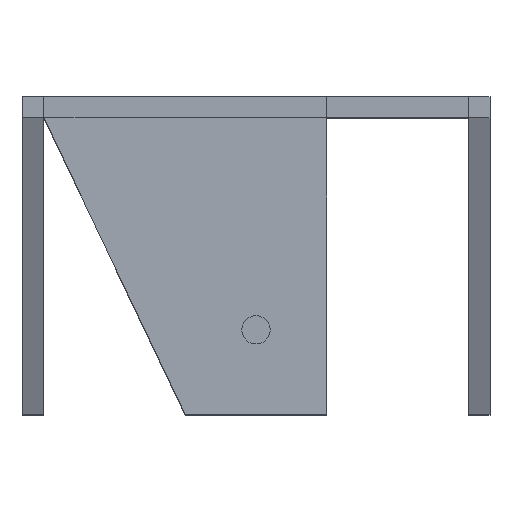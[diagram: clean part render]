
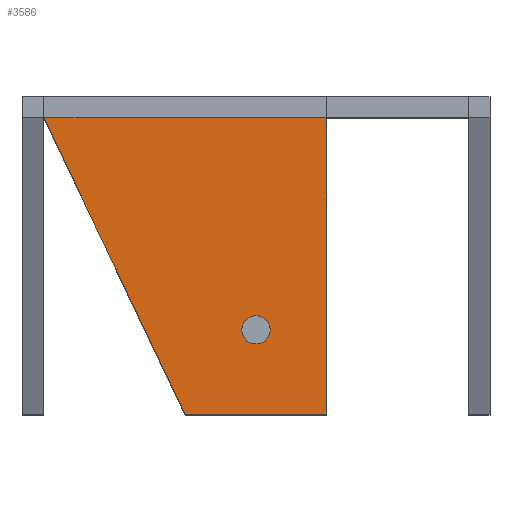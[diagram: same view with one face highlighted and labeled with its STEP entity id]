
A CAD part, top view. The second image highlights one B-rep face of the part: STEP entity #3586.
In plain terms, the highlighted face is planar.
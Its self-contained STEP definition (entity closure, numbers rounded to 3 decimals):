
#2164 = PLANE('',#2165);
#2165 = AXIS2_PLACEMENT_3D('',#2166,#2167,#2168);
#2166 = CARTESIAN_POINT('',(500.,-64.63,-10.));
#2167 = DIRECTION('',(0.,0.,-1.));
#2168 = DIRECTION('',(0.,1.,0.));
#2496 = VERTEX_POINT('',#2497);
#2497 = CARTESIAN_POINT('',(31.6,-3.,-10.));
#2511 = PLANE('',#2512);
#2512 = AXIS2_PLACEMENT_3D('',#2513,#2514,#2515);
#2513 = CARTESIAN_POINT('',(31.6,0.,30.));
#2514 = DIRECTION('',(1.,0.,0.));
#2515 = DIRECTION('',(0.,0.,-1.));
#2523 = EDGE_CURVE('',#2496,#2524,#2526,.T.);
#2524 = VERTEX_POINT('',#2525);
#2525 = CARTESIAN_POINT('',(31.6,-45.,-10.));
#2526 = SURFACE_CURVE('',#2527,(#2531,#2538),.PCURVE_S1.);
#2527 = LINE('',#2528,#2529);
#2528 = CARTESIAN_POINT('',(31.6,-32.315,-10.));
#2529 = VECTOR('',#2530,1.);
#2530 = DIRECTION('',(0.,-1.,0.));
#2531 = PCURVE('',#2164,#2532);
#2532 = DEFINITIONAL_REPRESENTATION('',(#2533),#2537);
#2533 = LINE('',#2534,#2535);
#2534 = CARTESIAN_POINT('',(32.315,-468.4));
#2535 = VECTOR('',#2536,1.);
#2536 = DIRECTION('',(-1.,0.));
#2537 = ( GEOMETRIC_REPRESENTATION_CONTEXT(2) 
PARAMETRIC_REPRESENTATION_CONTEXT() REPRESENTATION_CONTEXT('2D SPACE',''
  ) );
#2538 = PCURVE('',#2539,#2544);
#2539 = PLANE('',#2540);
#2540 = AXIS2_PLACEMENT_3D('',#2541,#2542,#2543);
#2541 = CARTESIAN_POINT('',(31.6,0.,-30.));
#2542 = DIRECTION('',(1.,0.,0.));
#2543 = DIRECTION('',(0.,0.,-1.));
#2544 = DEFINITIONAL_REPRESENTATION('',(#2545),#2549);
#2545 = LINE('',#2546,#2547);
#2546 = CARTESIAN_POINT('',(-20.,-32.315));
#2547 = VECTOR('',#2548,1.);
#2548 = DIRECTION('',(0.,-1.));
#2549 = ( GEOMETRIC_REPRESENTATION_CONTEXT(2) 
PARAMETRIC_REPRESENTATION_CONTEXT() REPRESENTATION_CONTEXT('2D SPACE',''
  ) );
#2567 = PLANE('',#2568);
#2568 = AXIS2_PLACEMENT_3D('',#2569,#2570,#2571);
#2569 = CARTESIAN_POINT('',(30.1,-45.,0.));
#2570 = DIRECTION('',(0.,1.,0.));
#2571 = DIRECTION('',(0.,0.,-1.));
#2928 = VERTEX_POINT('',#2929);
#2929 = CARTESIAN_POINT('',(31.6,-3.,30.));
#2943 = PLANE('',#2944);
#2944 = AXIS2_PLACEMENT_3D('',#2945,#2946,#2947);
#2945 = CARTESIAN_POINT('',(500.,-3.,30.));
#2946 = DIRECTION('',(0.,-0.43,0.903
    ));
#2947 = DIRECTION('',(0.,-0.903,
    -0.43));
#3526 = CYLINDRICAL_SURFACE('',#3527,2.);
#3527 = AXIS2_PLACEMENT_3D('',#3528,#3529,#3530);
#3528 = CARTESIAN_POINT('',(0.,-33.,0.)
  );
#3529 = DIRECTION('',(-1.,0.,0.));
#3530 = DIRECTION('',(0.,1.,0.));
#3542 = EDGE_CURVE('',#2524,#3543,#3545,.T.);
#3543 = VERTEX_POINT('',#3544);
#3544 = CARTESIAN_POINT('',(31.6,-45.,10.));
#3545 = SURFACE_CURVE('',#3546,(#3550,#3557),.PCURVE_S1.);
#3546 = LINE('',#3547,#3548);
#3547 = CARTESIAN_POINT('',(31.6,-45.,-30.));
#3548 = VECTOR('',#3549,1.);
#3549 = DIRECTION('',(0.,0.,1.));
#3550 = PCURVE('',#2567,#3551);
#3551 = DEFINITIONAL_REPRESENTATION('',(#3552),#3556);
#3552 = LINE('',#3553,#3554);
#3553 = CARTESIAN_POINT('',(30.,-1.5));
#3554 = VECTOR('',#3555,1.);
#3555 = DIRECTION('',(-1.,-0.));
#3556 = ( GEOMETRIC_REPRESENTATION_CONTEXT(2) 
PARAMETRIC_REPRESENTATION_CONTEXT() REPRESENTATION_CONTEXT('2D SPACE',''
  ) );
#3557 = PCURVE('',#2539,#3558);
#3558 = DEFINITIONAL_REPRESENTATION('',(#3559),#3563);
#3559 = LINE('',#3560,#3561);
#3560 = CARTESIAN_POINT('',(0.,-45.));
#3561 = VECTOR('',#3562,1.);
#3562 = DIRECTION('',(-1.,0.));
#3563 = ( GEOMETRIC_REPRESENTATION_CONTEXT(2) 
PARAMETRIC_REPRESENTATION_CONTEXT() REPRESENTATION_CONTEXT('2D SPACE',''
  ) );
#3586 = ADVANCED_FACE('',(#3587,#3633),#2539,.T.);
#3587 = FACE_BOUND('',#3588,.F.);
#3588 = EDGE_LOOP('',(#3589,#3610,#3631,#3632));
#3589 = ORIENTED_EDGE('',*,*,#3590,.T.);
#3590 = EDGE_CURVE('',#3543,#2928,#3591,.T.);
#3591 = SURFACE_CURVE('',#3592,(#3596,#3603),.PCURVE_S1.);
#3592 = LINE('',#3593,#3594);
#3593 = CARTESIAN_POINT('',(31.6,-13.422,25.037));
#3594 = VECTOR('',#3595,1.);
#3595 = DIRECTION('',(0.,0.903,0.43));
#3596 = PCURVE('',#2539,#3597);
#3597 = DEFINITIONAL_REPRESENTATION('',(#3598),#3602);
#3598 = LINE('',#3599,#3600);
#3599 = CARTESIAN_POINT('',(-55.037,-13.422));
#3600 = VECTOR('',#3601,1.);
#3601 = DIRECTION('',(-0.43,0.903));
#3602 = ( GEOMETRIC_REPRESENTATION_CONTEXT(2) 
PARAMETRIC_REPRESENTATION_CONTEXT() REPRESENTATION_CONTEXT('2D SPACE',''
  ) );
#3603 = PCURVE('',#2943,#3604);
#3604 = DEFINITIONAL_REPRESENTATION('',(#3605),#3609);
#3605 = LINE('',#3606,#3607);
#3606 = CARTESIAN_POINT('',(11.544,-468.4));
#3607 = VECTOR('',#3608,1.);
#3608 = DIRECTION('',(-1.,0.));
#3609 = ( GEOMETRIC_REPRESENTATION_CONTEXT(2) 
PARAMETRIC_REPRESENTATION_CONTEXT() REPRESENTATION_CONTEXT('2D SPACE',''
  ) );
#3610 = ORIENTED_EDGE('',*,*,#3611,.T.);
#3611 = EDGE_CURVE('',#2928,#2496,#3612,.T.);
#3612 = SURFACE_CURVE('',#3613,(#3617,#3624),.PCURVE_S1.);
#3613 = LINE('',#3614,#3615);
#3614 = CARTESIAN_POINT('',(31.6,-3.,30.));
#3615 = VECTOR('',#3616,1.);
#3616 = DIRECTION('',(0.,0.,-1.));
#3617 = PCURVE('',#2539,#3618);
#3618 = DEFINITIONAL_REPRESENTATION('',(#3619),#3623);
#3619 = LINE('',#3620,#3621);
#3620 = CARTESIAN_POINT('',(-60.,-3.));
#3621 = VECTOR('',#3622,1.);
#3622 = DIRECTION('',(1.,-0.));
#3623 = ( GEOMETRIC_REPRESENTATION_CONTEXT(2) 
PARAMETRIC_REPRESENTATION_CONTEXT() REPRESENTATION_CONTEXT('2D SPACE',''
  ) );
#3624 = PCURVE('',#2511,#3625);
#3625 = DEFINITIONAL_REPRESENTATION('',(#3626),#3630);
#3626 = LINE('',#3627,#3628);
#3627 = CARTESIAN_POINT('',(0.,-3.));
#3628 = VECTOR('',#3629,1.);
#3629 = DIRECTION('',(1.,0.));
#3630 = ( GEOMETRIC_REPRESENTATION_CONTEXT(2) 
PARAMETRIC_REPRESENTATION_CONTEXT() REPRESENTATION_CONTEXT('2D SPACE',''
  ) );
#3631 = ORIENTED_EDGE('',*,*,#2523,.T.);
#3632 = ORIENTED_EDGE('',*,*,#3542,.T.);
#3633 = FACE_BOUND('',#3634,.F.);
#3634 = EDGE_LOOP('',(#3635));
#3635 = ORIENTED_EDGE('',*,*,#3636,.F.);
#3636 = EDGE_CURVE('',#3637,#3637,#3639,.T.);
#3637 = VERTEX_POINT('',#3638);
#3638 = CARTESIAN_POINT('',(31.6,-31.,0.));
#3639 = SURFACE_CURVE('',#3640,(#3645,#3656),.PCURVE_S1.);
#3640 = CIRCLE('',#3641,2.);
#3641 = AXIS2_PLACEMENT_3D('',#3642,#3643,#3644);
#3642 = CARTESIAN_POINT('',(31.6,-33.,0.));
#3643 = DIRECTION('',(-1.,0.,0.));
#3644 = DIRECTION('',(0.,1.,0.));
#3645 = PCURVE('',#2539,#3646);
#3646 = DEFINITIONAL_REPRESENTATION('',(#3647),#3655);
#3647 = ( BOUNDED_CURVE() B_SPLINE_CURVE(2,(#3648,#3649,#3650,#3651,
#3652,#3653,#3654),.UNSPECIFIED.,.T.,.F.) B_SPLINE_CURVE_WITH_KNOTS((1,2
    ,2,2,2,1),(-2.094,0.,2.094,4.189,
6.283,8.378),.UNSPECIFIED.) CURVE() 
GEOMETRIC_REPRESENTATION_ITEM() RATIONAL_B_SPLINE_CURVE((1.,0.5,1.,0.5,
1.,0.5,1.)) REPRESENTATION_ITEM('') );
#3648 = CARTESIAN_POINT('',(-30.,-31.));
#3649 = CARTESIAN_POINT('',(-26.536,-31.));
#3650 = CARTESIAN_POINT('',(-28.268,-34.));
#3651 = CARTESIAN_POINT('',(-30.,-37.));
#3652 = CARTESIAN_POINT('',(-31.732,-34.));
#3653 = CARTESIAN_POINT('',(-33.464,-31.));
#3654 = CARTESIAN_POINT('',(-30.,-31.));
#3655 = ( GEOMETRIC_REPRESENTATION_CONTEXT(2) 
PARAMETRIC_REPRESENTATION_CONTEXT() REPRESENTATION_CONTEXT('2D SPACE',''
  ) );
#3656 = PCURVE('',#3526,#3657);
#3657 = DEFINITIONAL_REPRESENTATION('',(#3658),#3662);
#3658 = LINE('',#3659,#3660);
#3659 = CARTESIAN_POINT('',(-6.283,-31.6));
#3660 = VECTOR('',#3661,1.);
#3661 = DIRECTION('',(1.,-0.));
#3662 = ( GEOMETRIC_REPRESENTATION_CONTEXT(2) 
PARAMETRIC_REPRESENTATION_CONTEXT() REPRESENTATION_CONTEXT('2D SPACE',''
  ) );
